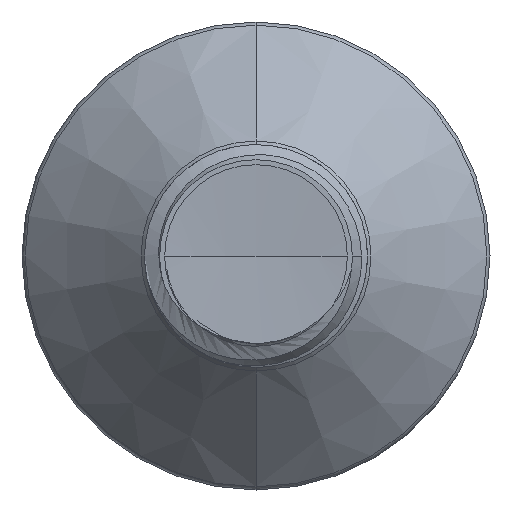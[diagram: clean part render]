
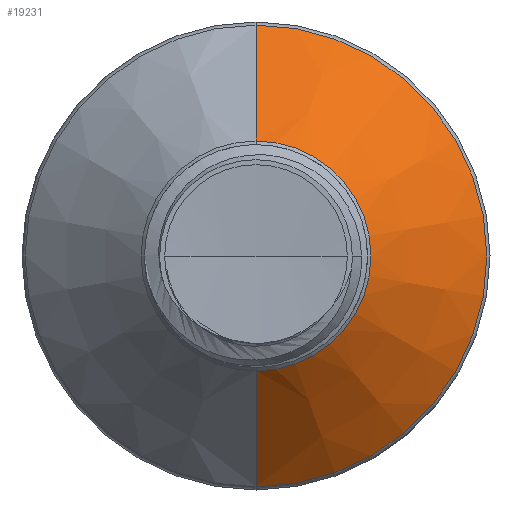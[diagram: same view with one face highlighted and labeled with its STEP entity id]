
A CAD part, front view. The second image highlights one B-rep face of the part: STEP entity #19231.
In plain terms, the highlighted conical face has half-angle 45 degrees and reference radius 2.064 mm.
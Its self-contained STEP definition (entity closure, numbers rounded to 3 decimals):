
#461 = CARTESIAN_POINT ( 'NONE',  ( 0., 8.786, 0. ) ) ;
#2547 = EDGE_CURVE ( 'NONE', #3301, #8982, #2863, .T. ) ;
#2863 = CIRCLE ( 'NONE', #20956, 4.143 ) ;
#2999 = EDGE_LOOP ( 'NONE', ( #3252, #9916, #20770, #5810 ) ) ;
#3252 = ORIENTED_EDGE ( 'NONE', *, *, #12963, .T. ) ;
#3301 = VERTEX_POINT ( 'NONE', #4228 ) ;
#3723 = DIRECTION ( 'NONE',  ( 0., 1., 0. ) ) ;
#4228 = CARTESIAN_POINT ( 'NONE',  ( 0., 10.865, 4.143 ) ) ;
#4385 = EDGE_CURVE ( 'NONE', #14505, #8982, #11948, .T. ) ;
#5810 = ORIENTED_EDGE ( 'NONE', *, *, #23557, .F. ) ;
#6297 = DIRECTION ( 'NONE',  ( 0., 1., 0. ) ) ;
#6592 = CIRCLE ( 'NONE', #15263, 2.064 ) ;
#7811 = CARTESIAN_POINT ( 'NONE',  ( 0., 10.865, -4.143 ) ) ;
#8567 = VECTOR ( 'NONE', #23856, 1000. ) ;
#8982 = VERTEX_POINT ( 'NONE', #7811 ) ;
#9193 = CARTESIAN_POINT ( 'NONE',  ( 0., 8.786, 0. ) ) ;
#9916 = ORIENTED_EDGE ( 'NONE', *, *, #4385, .T. ) ;
#10916 = FACE_OUTER_BOUND ( 'NONE', #2999, .T. ) ;
#11162 = DIRECTION ( 'NONE',  ( 0., 0., 1. ) ) ;
#11831 = LINE ( 'NONE', #21297, #16351 ) ;
#11948 = LINE ( 'NONE', #22327, #8567 ) ;
#12963 = EDGE_CURVE ( 'NONE', #22395, #14505, #6592, .T. ) ;
#14445 = DIRECTION ( 'NONE',  ( 0., 0., 1. ) ) ;
#14505 = VERTEX_POINT ( 'NONE', #16874 ) ;
#15263 = AXIS2_PLACEMENT_3D ( 'NONE', #9193, #21837, #11162 ) ;
#15623 = CARTESIAN_POINT ( 'NONE',  ( 0., 10.865, 0. ) ) ;
#16351 = VECTOR ( 'NONE', #22841, 1000. ) ;
#16874 = CARTESIAN_POINT ( 'NONE',  ( 0., 8.786, -2.064 ) ) ;
#17469 = DIRECTION ( 'NONE',  ( 0., 0., 1. ) ) ;
#18996 = AXIS2_PLACEMENT_3D ( 'NONE', #461, #6297, #14445 ) ;
#19231 = ADVANCED_FACE ( 'NONE', ( #10916 ), #23265, .T. ) ;
#20770 = ORIENTED_EDGE ( 'NONE', *, *, #2547, .F. ) ;
#20956 = AXIS2_PLACEMENT_3D ( 'NONE', #15623, #3723, #17469 ) ;
#20980 = CARTESIAN_POINT ( 'NONE',  ( 0., 8.786, 2.064 ) ) ;
#21297 = CARTESIAN_POINT ( 'NONE',  ( 0., 8.786, 2.064 ) ) ;
#21837 = DIRECTION ( 'NONE',  ( 0., 1., 0. ) ) ;
#22327 = CARTESIAN_POINT ( 'NONE',  ( 0., 8.786, -2.064 ) ) ;
#22395 = VERTEX_POINT ( 'NONE', #20980 ) ;
#22841 = DIRECTION ( 'NONE',  ( 0., 0.707, 0.707 ) ) ;
#23265 = CONICAL_SURFACE ( 'NONE', #18996, 2.064, 0.785 ) ;
#23557 = EDGE_CURVE ( 'NONE', #22395, #3301, #11831, .T. ) ;
#23856 = DIRECTION ( 'NONE',  ( 0., 0.707, -0.707 ) ) ;
